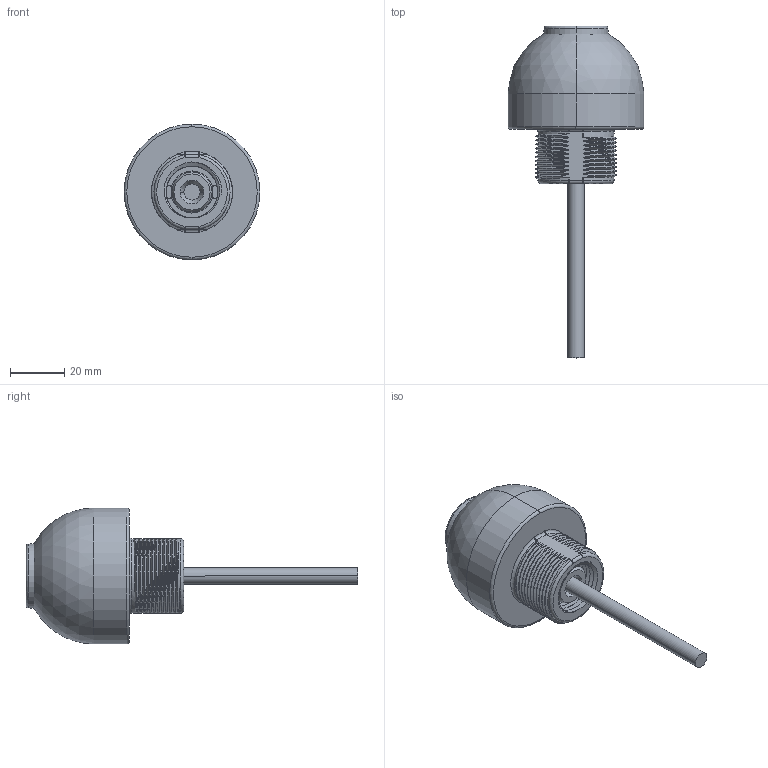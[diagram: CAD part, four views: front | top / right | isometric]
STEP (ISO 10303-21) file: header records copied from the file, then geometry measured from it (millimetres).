
FILE_DESCRIPTION((''),'2;1');
FILE_NAME('144869_SM01_ASM','2025-06-27T11:06:14',('banengservice'),('BANNER ENGINEERING'),'CREO PARAMETRIC BY PTC INC, 2022414','CREO PARAMETRIC BY PTC INC, 2022414','');
FILE_SCHEMA(('CONFIG_CONTROL_DESIGN'));
Length unit declared in the file: millimetre
Products named in the file (3): 144869_EP01; 144869_EP02; 144869_SM01_ASM
Assembly tree (2 placements, depth 2):
  144869_SM01_ASM
    144869_EP01
    144869_EP02
Bounding box: 50 x 122.2 x 50 mm (x, y, z)
Volume: 70100.6 mm3; surface area: 14395.7 mm2
Topology: 2 solids, 2 shells, 195 faces, 499 edges, 319 vertices
Faces by surface type: cylinder 72, bspline 67, plane 28, torus 14, cone 8, sphere 6
Entity records: 12564 total; most frequent: CARTESIAN_POINT 8257, ORIENTED_EDGE 998, DIRECTION 681, EDGE_CURVE 499, VERTEX_POINT 319, AXIS2_PLACEMENT_3D 252, EDGE_LOOP 206, B_SPLINE_CURVE_WITH_KNOTS 203
